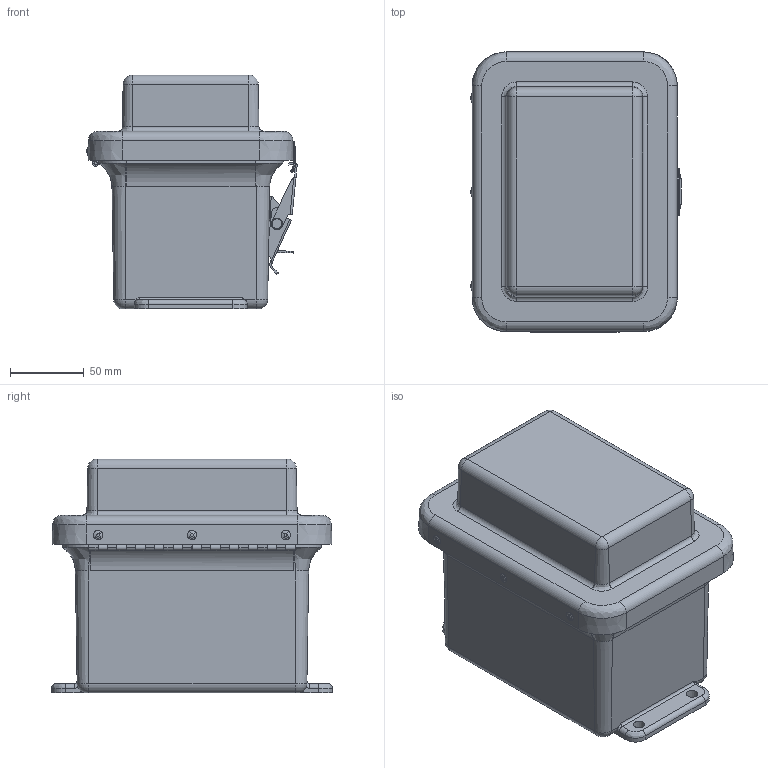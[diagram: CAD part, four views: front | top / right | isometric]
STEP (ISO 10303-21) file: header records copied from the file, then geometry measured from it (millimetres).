
FILE_DESCRIPTION (( 'STEP AP214' ), '1' );
FILE_NAME ('MR604HPL.STEP', '2018-11-06T21:40:48', ( '' ), ( '' ), 'SwSTEP 2.0', 'SolidWorks 2018', '' );
FILE_SCHEMA (( 'AUTOMOTIVE_DESIGN' ));
Length unit declared in the file: inch
Products named in the file (1): MR604HPL
Bounding box: 142.26 x 189.85 x 158.17 mm (x, y, z)
Volume: 552012.3 mm3; surface area: 297328.8 mm2
Topology: 25 solids, 25 shells, 694 faces, 1700 edges, 1083 vertices
Faces by surface type: cylinder 274, plane 272, bspline 92, cone 44, torus 12
Full cylindrical faces by diameter (mm): 2.159 x23, 2.64 x4, 3.048 x1, 3.175 x9, 3.302 x2, 3.327 x5, 3.429 x9, 3.556 x11, 3.861 x5, 3.962 x7, 4.306 x2, 5.537 x4, 6.35 x5, 6.858 x4, 7.62 x2, 9.525 x1
Entity records: 33397 total; most frequent: CARTESIAN_POINT 8370, ORIENTED_EDGE 3136, DIRECTION 3119, EDGE_CURVE 1568, AXIS2_PLACEMENT_3D 1170, VERTEX_POINT 1065, EDGE_LOOP 959, FACE_OUTER_BOUND 796
